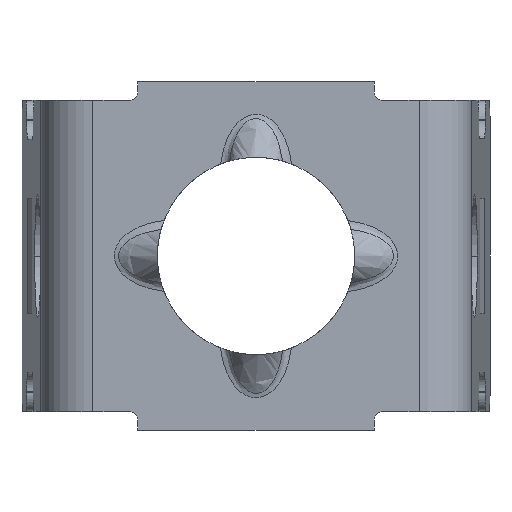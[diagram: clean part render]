
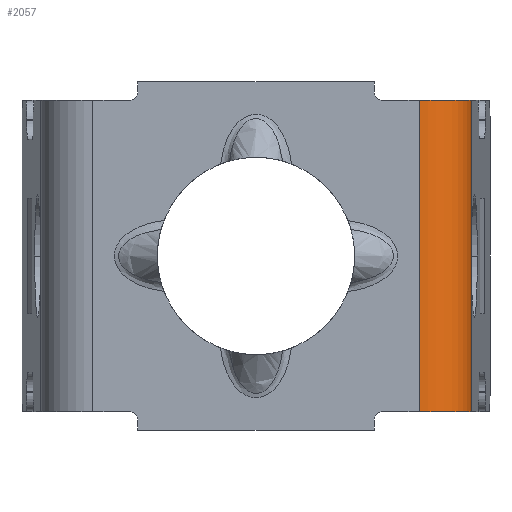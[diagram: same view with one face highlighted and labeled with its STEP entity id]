
A CAD part, front view. The second image highlights one B-rep face of the part: STEP entity #2057.
In plain terms, the highlighted cylindrical face has radius 1.067 mm (diameter 2.134 mm), a partial arc.
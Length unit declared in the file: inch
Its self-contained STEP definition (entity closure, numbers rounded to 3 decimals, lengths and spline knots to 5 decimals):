
#82 = DIRECTION ( 'NONE',  ( -1., 0., 0. ) ) ;
#116 = DIRECTION ( 'NONE',  ( 0., 0., -1. ) ) ;
#388 = LINE ( 'NONE', #1400, #2406 ) ;
#395 = ORIENTED_EDGE ( 'NONE', *, *, #3542, .F. ) ;
#526 = CYLINDRICAL_SURFACE ( 'NONE', #4039, 0.042 ) ;
#608 = EDGE_CURVE ( 'NONE', #678, #1368, #2901, .T. ) ;
#652 = FACE_OUTER_BOUND ( 'NONE', #2149, .T. ) ;
#678 = VERTEX_POINT ( 'NONE', #3593 ) ;
#724 = CIRCLE ( 'NONE', #4638, 0.042 ) ;
#744 = AXIS2_PLACEMENT_3D ( 'NONE', #1239, #1159, #82 ) ;
#885 = LINE ( 'NONE', #2395, #1130 ) ;
#977 = EDGE_CURVE ( 'NONE', #2454, #1589, #724, .T. ) ;
#1130 = VECTOR ( 'NONE', #116, 39.37008 ) ;
#1159 = DIRECTION ( 'NONE',  ( 0., 0., 1. ) ) ;
#1239 = CARTESIAN_POINT ( 'NONE',  ( 0.13097, 0.01, 0.125 ) ) ;
#1368 = VERTEX_POINT ( 'NONE', #1522 ) ;
#1400 = CARTESIAN_POINT ( 'NONE',  ( 0.13097, -0.032, 0.14 ) ) ;
#1522 = CARTESIAN_POINT ( 'NONE',  ( 0.17292, 0.00797, 0.125 ) ) ;
#1559 = CARTESIAN_POINT ( 'NONE',  ( 0.13097, -0.032, -0.125 ) ) ;
#1589 = VERTEX_POINT ( 'NONE', #1559 ) ;
#2057 = ADVANCED_FACE ( 'NONE', ( #652 ), #526, .T. ) ;
#2149 = EDGE_LOOP ( 'NONE', ( #2182, #395, #2534, #2419 ) ) ;
#2182 = ORIENTED_EDGE ( 'NONE', *, *, #977, .F. ) ;
#2395 = CARTESIAN_POINT ( 'NONE',  ( 0.17292, 0.00797, 0.14 ) ) ;
#2406 = VECTOR ( 'NONE', #3957, 39.37008 ) ;
#2419 = ORIENTED_EDGE ( 'NONE', *, *, #3196, .F. ) ;
#2454 = VERTEX_POINT ( 'NONE', #3329 ) ;
#2534 = ORIENTED_EDGE ( 'NONE', *, *, #608, .F. ) ;
#2901 = CIRCLE ( 'NONE', #744, 0.042 ) ;
#3196 = EDGE_CURVE ( 'NONE', #1589, #678, #388, .T. ) ;
#3293 = DIRECTION ( 'NONE',  ( -1., 0., 0. ) ) ;
#3315 = DIRECTION ( 'NONE',  ( 0., 0., -1. ) ) ;
#3329 = CARTESIAN_POINT ( 'NONE',  ( 0.17292, 0.00797, -0.125 ) ) ;
#3542 = EDGE_CURVE ( 'NONE', #1368, #2454, #885, .T. ) ;
#3593 = CARTESIAN_POINT ( 'NONE',  ( 0.13097, -0.032, 0.125 ) ) ;
#3605 = CARTESIAN_POINT ( 'NONE',  ( 0.13097, 0.01, 0.14 ) ) ;
#3957 = DIRECTION ( 'NONE',  ( 0., 0., 1. ) ) ;
#3984 = DIRECTION ( 'NONE',  ( 1., 0., 0. ) ) ;
#4039 = AXIS2_PLACEMENT_3D ( 'NONE', #3605, #3315, #3293 ) ;
#4159 = DIRECTION ( 'NONE',  ( 0., 0., -1. ) ) ;
#4177 = CARTESIAN_POINT ( 'NONE',  ( 0.13097, 0.01, -0.125 ) ) ;
#4638 = AXIS2_PLACEMENT_3D ( 'NONE', #4177, #4159, #3984 ) ;
